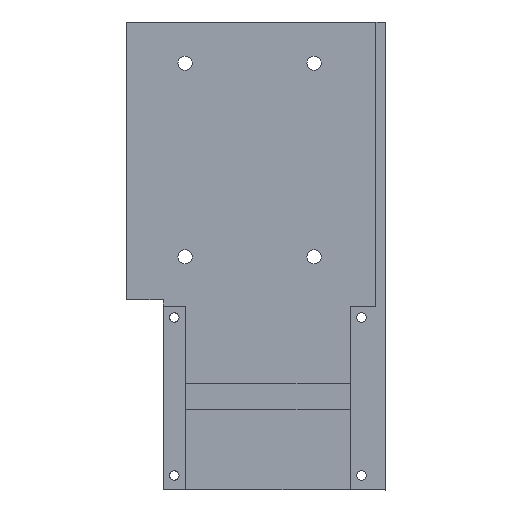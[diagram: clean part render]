
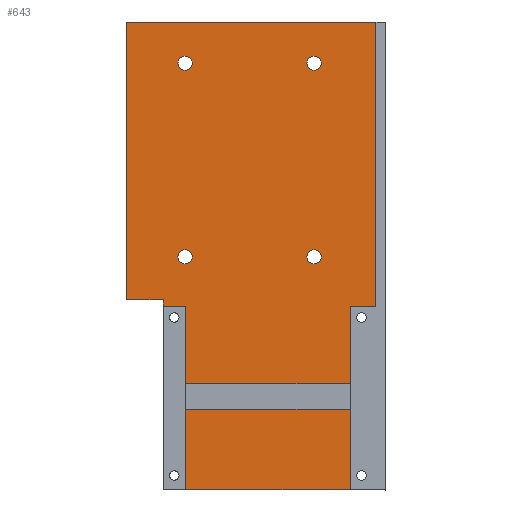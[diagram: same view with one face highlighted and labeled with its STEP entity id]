
A CAD part, top view. The second image highlights one B-rep face of the part: STEP entity #643.
In plain terms, the highlighted planar face has unit normal (0, 0, 1).
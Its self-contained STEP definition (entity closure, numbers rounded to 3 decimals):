
#19=FACE_BOUND('',#122,.T.);
#20=FACE_BOUND('',#123,.T.);
#21=FACE_BOUND('',#124,.T.);
#22=FACE_BOUND('',#125,.T.);
#23=FACE_BOUND('',#126,.T.);
#48=CIRCLE('',#706,2.2);
#49=CIRCLE('',#707,2.2);
#50=CIRCLE('',#708,2.2);
#51=CIRCLE('',#709,2.2);
#81=FACE_OUTER_BOUND('',#121,.T.);
#121=EDGE_LOOP('',(#468,#469,#470,#471,#472,#473,#474,#475,#476,#477));
#122=EDGE_LOOP('',(#478));
#123=EDGE_LOOP('',(#479));
#124=EDGE_LOOP('',(#480));
#125=EDGE_LOOP('',(#481));
#126=EDGE_LOOP('',(#482,#483,#484,#485));
#172=LINE('',#946,#235);
#177=LINE('',#985,#240);
#178=LINE('',#987,#241);
#179=LINE('',#989,#242);
#180=LINE('',#991,#243);
#181=LINE('',#993,#244);
#182=LINE('',#995,#245);
#183=LINE('',#997,#246);
#184=LINE('',#999,#247);
#185=LINE('',#1000,#248);
#186=LINE('',#1011,#249);
#187=LINE('',#1013,#250);
#188=LINE('',#1015,#251);
#189=LINE('',#1016,#252);
#235=VECTOR('',#755,10.);
#240=VECTOR('',#802,10.);
#241=VECTOR('',#803,10.);
#242=VECTOR('',#804,10.);
#243=VECTOR('',#805,10.);
#244=VECTOR('',#806,10.);
#245=VECTOR('',#807,10.);
#246=VECTOR('',#808,10.);
#247=VECTOR('',#809,10.);
#248=VECTOR('',#810,10.);
#249=VECTOR('',#819,10.);
#250=VECTOR('',#820,10.);
#251=VECTOR('',#821,10.);
#252=VECTOR('',#822,10.);
#291=VERTEX_POINT('',#931);
#298=VERTEX_POINT('',#944);
#311=VERTEX_POINT('',#984);
#312=VERTEX_POINT('',#986);
#313=VERTEX_POINT('',#988);
#314=VERTEX_POINT('',#990);
#315=VERTEX_POINT('',#992);
#316=VERTEX_POINT('',#994);
#317=VERTEX_POINT('',#996);
#318=VERTEX_POINT('',#998);
#319=VERTEX_POINT('',#1001);
#320=VERTEX_POINT('',#1003);
#321=VERTEX_POINT('',#1005);
#322=VERTEX_POINT('',#1007);
#323=VERTEX_POINT('',#1009);
#324=VERTEX_POINT('',#1010);
#325=VERTEX_POINT('',#1012);
#326=VERTEX_POINT('',#1014);
#356=EDGE_CURVE('',#298,#291,#172,.T.);
#373=EDGE_CURVE('',#298,#311,#177,.T.);
#374=EDGE_CURVE('',#311,#312,#178,.T.);
#375=EDGE_CURVE('',#312,#313,#179,.T.);
#376=EDGE_CURVE('',#314,#313,#180,.T.);
#377=EDGE_CURVE('',#314,#315,#181,.T.);
#378=EDGE_CURVE('',#315,#316,#182,.T.);
#379=EDGE_CURVE('',#316,#317,#183,.T.);
#380=EDGE_CURVE('',#317,#318,#184,.T.);
#381=EDGE_CURVE('',#318,#291,#185,.T.);
#382=EDGE_CURVE('',#319,#319,#48,.T.);
#383=EDGE_CURVE('',#320,#320,#49,.T.);
#384=EDGE_CURVE('',#321,#321,#50,.T.);
#385=EDGE_CURVE('',#322,#322,#51,.T.);
#386=EDGE_CURVE('',#323,#324,#186,.T.);
#387=EDGE_CURVE('',#324,#325,#187,.T.);
#388=EDGE_CURVE('',#325,#326,#188,.T.);
#389=EDGE_CURVE('',#326,#323,#189,.T.);
#468=ORIENTED_EDGE('',*,*,#373,.T.);
#469=ORIENTED_EDGE('',*,*,#374,.T.);
#470=ORIENTED_EDGE('',*,*,#375,.T.);
#471=ORIENTED_EDGE('',*,*,#376,.F.);
#472=ORIENTED_EDGE('',*,*,#377,.T.);
#473=ORIENTED_EDGE('',*,*,#378,.T.);
#474=ORIENTED_EDGE('',*,*,#379,.T.);
#475=ORIENTED_EDGE('',*,*,#380,.T.);
#476=ORIENTED_EDGE('',*,*,#381,.T.);
#477=ORIENTED_EDGE('',*,*,#356,.F.);
#478=ORIENTED_EDGE('',*,*,#382,.T.);
#479=ORIENTED_EDGE('',*,*,#383,.T.);
#480=ORIENTED_EDGE('',*,*,#384,.T.);
#481=ORIENTED_EDGE('',*,*,#385,.T.);
#482=ORIENTED_EDGE('',*,*,#386,.T.);
#483=ORIENTED_EDGE('',*,*,#387,.T.);
#484=ORIENTED_EDGE('',*,*,#388,.T.);
#485=ORIENTED_EDGE('',*,*,#389,.T.);
#615=PLANE('',#705);
#643=ADVANCED_FACE('',(#81,#19,#20,#21,#22,#23),#615,.T.);
#705=AXIS2_PLACEMENT_3D('',#983,#800,#801);
#706=AXIS2_PLACEMENT_3D('',#1002,#811,#812);
#707=AXIS2_PLACEMENT_3D('',#1004,#813,#814);
#708=AXIS2_PLACEMENT_3D('',#1006,#815,#816);
#709=AXIS2_PLACEMENT_3D('',#1008,#817,#818);
#755=DIRECTION('',(-1.,0.,0.));
#800=DIRECTION('center_axis',(0.,0.,1.));
#801=DIRECTION('ref_axis',(1.,0.,0.));
#802=DIRECTION('',(0.,1.,0.));
#803=DIRECTION('',(1.,0.,0.));
#804=DIRECTION('',(0.,1.,0.));
#805=DIRECTION('',(1.,0.,0.));
#806=DIRECTION('',(0.,-1.,0.));
#807=DIRECTION('',(1.,0.,0.));
#808=DIRECTION('',(0.,-1.,0.));
#809=DIRECTION('',(1.,0.,0.));
#810=DIRECTION('',(0.,-1.,0.));
#811=DIRECTION('center_axis',(0.,0.,-1.));
#812=DIRECTION('ref_axis',(1.,0.,0.));
#813=DIRECTION('center_axis',(0.,0.,-1.));
#814=DIRECTION('ref_axis',(1.,0.,0.));
#815=DIRECTION('center_axis',(0.,0.,-1.));
#816=DIRECTION('ref_axis',(1.,0.,0.));
#817=DIRECTION('center_axis',(0.,0.,-1.));
#818=DIRECTION('ref_axis',(1.,0.,0.));
#819=DIRECTION('',(-1.,0.,0.));
#820=DIRECTION('',(0.,1.,0.));
#821=DIRECTION('',(1.,0.,0.));
#822=DIRECTION('',(0.,-1.,0.));
#931=CARTESIAN_POINT('',(-19.882,-102.298,3.));
#944=CARTESIAN_POINT('',(31.272,-102.298,3.));
#946=CARTESIAN_POINT('',(1.,-102.298,3.));
#983=CARTESIAN_POINT('Origin',(0.,0.,3.));
#984=CARTESIAN_POINT('',(31.272,-45.298,3.));
#985=CARTESIAN_POINT('',(31.272,-22.649,3.));
#986=CARTESIAN_POINT('',(39.19,-45.298,3.));
#987=CARTESIAN_POINT('',(19.059,-45.298,3.));
#988=CARTESIAN_POINT('',(39.19,42.8,3.));
#989=CARTESIAN_POINT('',(39.19,21.4,3.));
#990=CARTESIAN_POINT('',(-38.19,42.8,3.));
#991=CARTESIAN_POINT('',(38.19,42.8,3.));
#992=CARTESIAN_POINT('',(-38.19,-43.299,3.));
#993=CARTESIAN_POINT('',(-38.19,42.8,3.));
#994=CARTESIAN_POINT('',(-26.728,-43.299,3.));
#995=CARTESIAN_POINT('',(-19.095,-43.299,3.));
#996=CARTESIAN_POINT('',(-26.728,-45.298,3.));
#997=CARTESIAN_POINT('',(-26.728,-21.649,3.));
#998=CARTESIAN_POINT('',(-19.882,-45.298,3.));
#999=CARTESIAN_POINT('',(-9.941,-45.298,3.));
#1000=CARTESIAN_POINT('',(-19.882,-50.649,3.));
#1001=CARTESIAN_POINT('',(-22.2,30.,3.));
#1002=CARTESIAN_POINT('Origin',(-20.,30.,3.));
#1003=CARTESIAN_POINT('',(17.8,-30.,3.));
#1004=CARTESIAN_POINT('Origin',(20.,-30.,3.));
#1005=CARTESIAN_POINT('',(-22.2,-30.,3.));
#1006=CARTESIAN_POINT('Origin',(-20.,-30.,3.));
#1007=CARTESIAN_POINT('',(17.8,30.,3.));
#1008=CARTESIAN_POINT('Origin',(20.,30.,3.));
#1009=CARTESIAN_POINT('',(31.195,-77.299,3.));
#1010=CARTESIAN_POINT('',(-19.805,-77.299,3.));
#1011=CARTESIAN_POINT('',(-9.903,-77.299,3.));
#1012=CARTESIAN_POINT('',(-19.805,-69.299,3.));
#1013=CARTESIAN_POINT('',(-19.805,-34.649,3.));
#1014=CARTESIAN_POINT('',(31.195,-69.299,3.));
#1015=CARTESIAN_POINT('',(15.597,-69.299,3.));
#1016=CARTESIAN_POINT('',(31.195,-38.649,3.));
